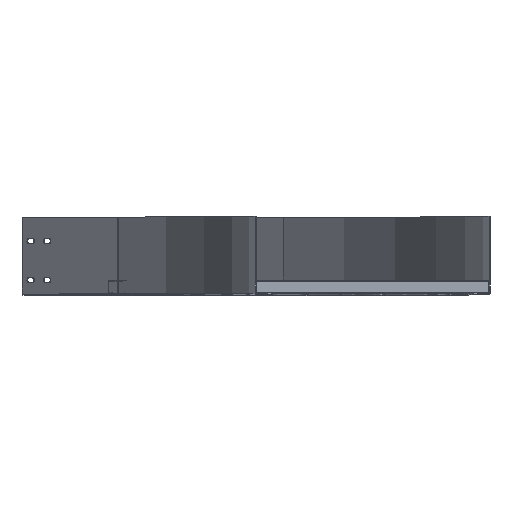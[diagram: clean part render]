
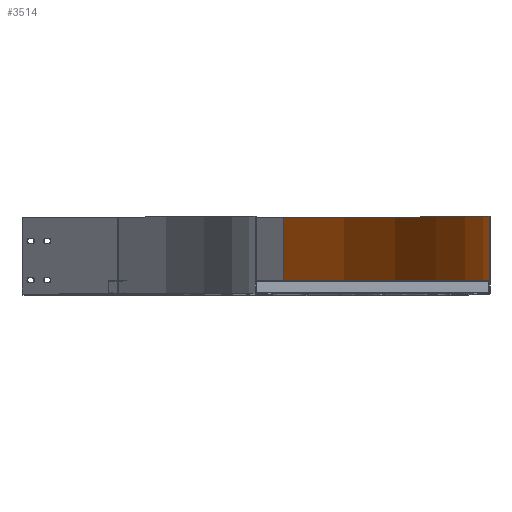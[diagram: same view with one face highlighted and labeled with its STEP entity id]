
A CAD part, top view. The second image highlights one B-rep face of the part: STEP entity #3514.
In plain terms, the highlighted cylindrical face has radius 898.8 mm (diameter 1797.6 mm), a partial arc.
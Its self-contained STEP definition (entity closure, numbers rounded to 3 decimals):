
#1577 = DIRECTION ( 'NONE',  ( 0.707, 0., 0.707 ) ) ;
#1582 = DIRECTION ( 'NONE',  ( 0., -1., 0. ) ) ;
#1584 = CARTESIAN_POINT ( 'NONE',  ( -600., 0., -173. ) ) ;
#1982 = CARTESIAN_POINT ( 'NONE',  ( 35.548, -41.13, -808.548 ) ) ;
#1986 = CARTESIAN_POINT ( 'NONE',  ( 35.548, 57.07, -808.548 ) ) ;
#1991 = CARTESIAN_POINT ( 'NONE',  ( 298.8, -41.13, -173. ) ) ;
#1992 = CARTESIAN_POINT ( 'NONE',  ( 298.8, 57.07, -173. ) ) ;
#2746 = FACE_OUTER_BOUND ( 'NONE', #6326, .T. ) ;
#2750 = CYLINDRICAL_SURFACE ( 'NONE', #4305, 898.8 ) ;
#3401 = AXIS2_PLACEMENT_3D ( 'NONE', #4499, #4500, #4501 ) ;
#3402 = AXIS2_PLACEMENT_3D ( 'NONE', #4503, #4504, #4505 ) ;
#3514 = ADVANCED_FACE ( 'NONE', ( #2746 ), #2750, .F. ) ;
#3862 = VERTEX_POINT ( 'NONE', #1982 ) ;
#3866 = VERTEX_POINT ( 'NONE', #1986 ) ;
#3871 = VERTEX_POINT ( 'NONE', #1991 ) ;
#3872 = VERTEX_POINT ( 'NONE', #1992 ) ;
#4305 = AXIS2_PLACEMENT_3D ( 'NONE', #1584, #1582, #1577 ) ;
#4488 = DIRECTION ( 'NONE',  ( 0., 1., 0. ) ) ;
#4493 = DIRECTION ( 'NONE',  ( 0., 1., 0. ) ) ;
#4494 = CARTESIAN_POINT ( 'NONE',  ( 35.548, -41.13, -808.548 ) ) ;
#4498 = CARTESIAN_POINT ( 'NONE',  ( 298.8, -41.13, -173. ) ) ;
#4499 = CARTESIAN_POINT ( 'NONE',  ( -600., -41.13, -173. ) ) ;
#4500 = DIRECTION ( 'NONE',  ( 0., -1., 0. ) ) ;
#4501 = DIRECTION ( 'NONE',  ( 0.707, 0., 0.707 ) ) ;
#4503 = CARTESIAN_POINT ( 'NONE',  ( -600., 57.07, -173. ) ) ;
#4504 = DIRECTION ( 'NONE',  ( 0., -1., 0. ) ) ;
#4505 = DIRECTION ( 'NONE',  ( 0.707, 0., 0.707 ) ) ;
#4834 = LINE ( 'NONE', #4494, #4839 ) ;
#4837 = LINE ( 'NONE', #4498, #4842 ) ;
#4838 = CIRCLE ( 'NONE', #3401, 898.8 ) ;
#4839 = VECTOR ( 'NONE', #4488, 1000. ) ;
#4841 = CIRCLE ( 'NONE', #3402, 898.8 ) ;
#4842 = VECTOR ( 'NONE', #4493, 1000. ) ;
#6144 = ORIENTED_EDGE ( 'NONE', *, *, #6667, .F. ) ;
#6145 = ORIENTED_EDGE ( 'NONE', *, *, #6666, .T. ) ;
#6146 = ORIENTED_EDGE ( 'NONE', *, *, #6665, .T. ) ;
#6147 = ORIENTED_EDGE ( 'NONE', *, *, #6664, .F. ) ;
#6326 = EDGE_LOOP ( 'NONE', ( #6147, #6146, #6145, #6144 ) ) ;
#6664 = EDGE_CURVE ( 'NONE', #3862, #3866, #4834, .T. ) ;
#6665 = EDGE_CURVE ( 'NONE', #3862, #3871, #4838, .T. ) ;
#6666 = EDGE_CURVE ( 'NONE', #3871, #3872, #4837, .T. ) ;
#6667 = EDGE_CURVE ( 'NONE', #3866, #3872, #4841, .T. ) ;
